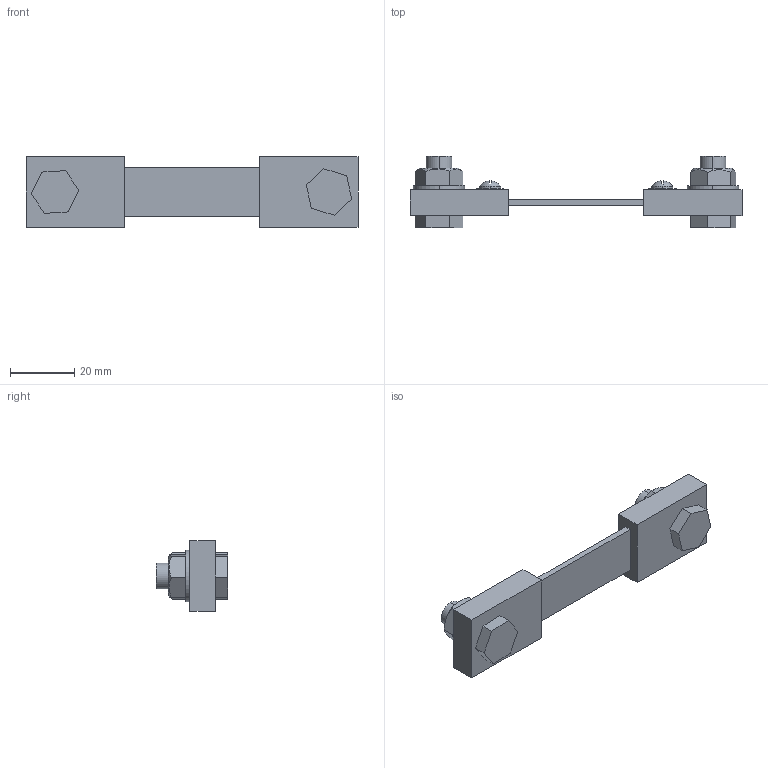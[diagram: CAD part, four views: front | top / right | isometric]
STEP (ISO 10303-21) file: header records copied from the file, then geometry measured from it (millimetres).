
FILE_DESCRIPTION (( 'STEP AP214' ), '1' );
FILE_NAME ('SRCN-C413-1_3D.step', '2023-09-13T23:36:49', ( '' ), ( '' ), 'SwSTEP 2.0', 'SolidWorks 2022', '' );
FILE_SCHEMA (( 'AUTOMOTIVE_DESIGN' ));
Length unit declared in the file: inch
Products named in the file (1): SRCN-C413-1_3D
Bounding box: 103 x 22.22 x 22 mm (x, y, z)
Volume: 15611 mm3; surface area: 6976.6 mm2
Topology: 1 solids, 1 shells, 98 faces, 244 edges, 162 vertices
Faces by surface type: plane 76, cylinder 16, cone 4, sphere 2
Entity records: 4298 total; most frequent: CARTESIAN_POINT 631, DIRECTION 482, ORIENTED_EDGE 480, EDGE_CURVE 240, VECTOR 164, LINE 164, VERTEX_POINT 160, AXIS2_PLACEMENT_3D 159
